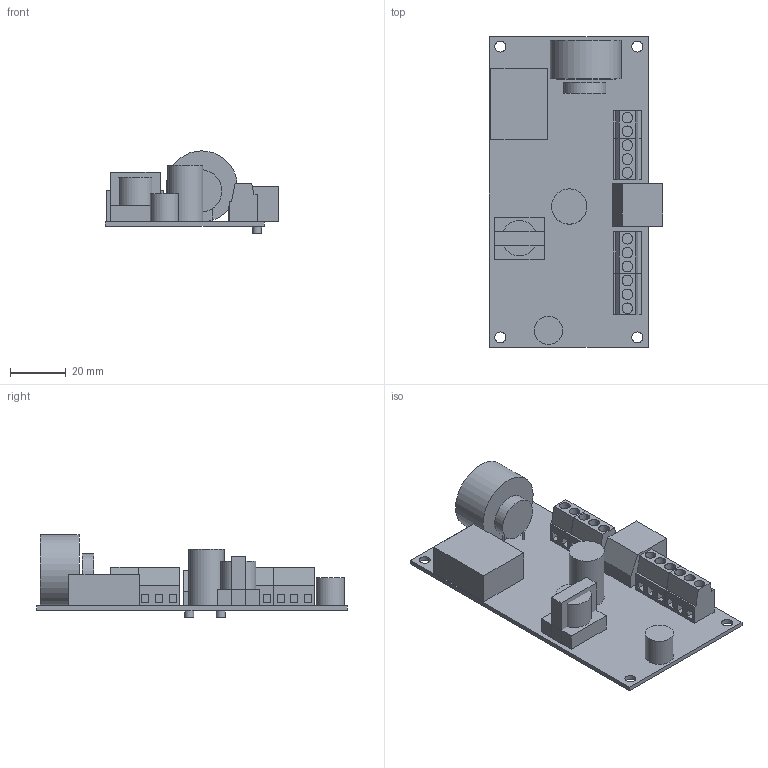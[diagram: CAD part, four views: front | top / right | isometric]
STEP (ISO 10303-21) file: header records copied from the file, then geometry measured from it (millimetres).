
FILE_DESCRIPTION((''),'1');
FILE_NAME('TRCE500.stp','2018-03-09T21:05:56',(''),(''),'Spatial Interop R18','Kubotek KeyCreator V9.0.0 (15479)',' ');
FILE_SCHEMA(('CONFIG_CONTROL_DESIGN'));
Length unit declared in the file: inch
Products named in the file (18): 1; 2; 3; 4; 5; 6; 7; 8; 9; 10; 11; 12; 13; 14; 15; 16; 17; 18
Bounding box: 62.26 x 111.76 x 29.6 mm (x, y, z)
Volume: 38299.2 mm3; surface area: 29230.1 mm2
Topology: 14 solids, 14 shells, 180 faces, 388 edges, 267 vertices
Faces by surface type: plane 156, cylinder 24
Full cylindrical faces by diameter (mm): 0.508 x2, 3.251 x2, 3.81 x11, 3.962 x4, 10.16 x1, 12.7 x2, 15.24 x1, 25.527 x1
Entity records: 5491 total; most frequent: CARTESIAN_POINT 869, DIRECTION 791, ORIENTED_EDGE 702, EDGE_CURVE 351, LINE 303, VECTOR 303, VERTEX_POINT 250, AXIS2_PLACEMENT_3D 244
